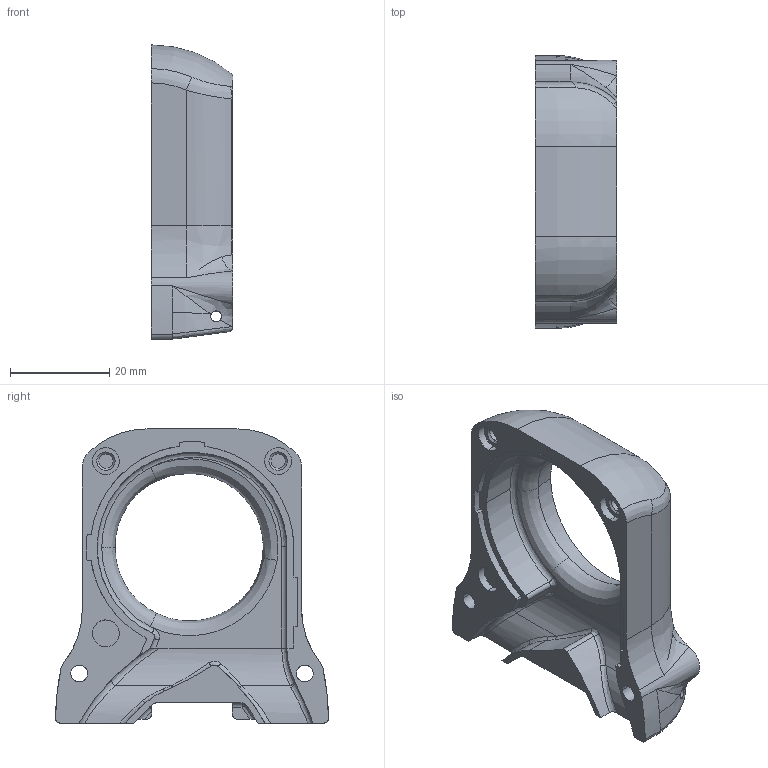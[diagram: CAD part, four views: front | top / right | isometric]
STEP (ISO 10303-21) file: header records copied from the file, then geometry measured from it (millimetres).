
FILE_DESCRIPTION (( 'STEP AP214' ), '1' );
FILE_NAME ('AB_Blower_Casing_No_Logo.STEP', '2020-09-26T11:13:42', ( '' ), ( '' ), 'SwSTEP 2.0', 'SolidWorks 2020', '' );
FILE_SCHEMA (( 'AUTOMOTIVE_DESIGN' ));
Length unit declared in the file: millimetre
Products named in the file (1): AB_Blower_Casing_No_Logo
Bounding box: 16.5 x 55.02 x 59.3 mm (x, y, z)
Volume: 19401.3 mm3; surface area: 9347.3 mm2
Topology: 1 solids, 1 shells, 197 faces, 587 edges, 385 vertices
Faces by surface type: cylinder 72, bspline 67, plane 46, cone 10, torus 2
Entity records: 13587 total; most frequent: CARTESIAN_POINT 6988, ORIENTED_EDGE 1152, DIRECTION 586, EDGE_CURVE 576, VERTEX_POINT 385, B_SPLINE_CURVE_WITH_KNOTS 315, EDGE_LOOP 211, AXIS2_PLACEMENT_3D 202
